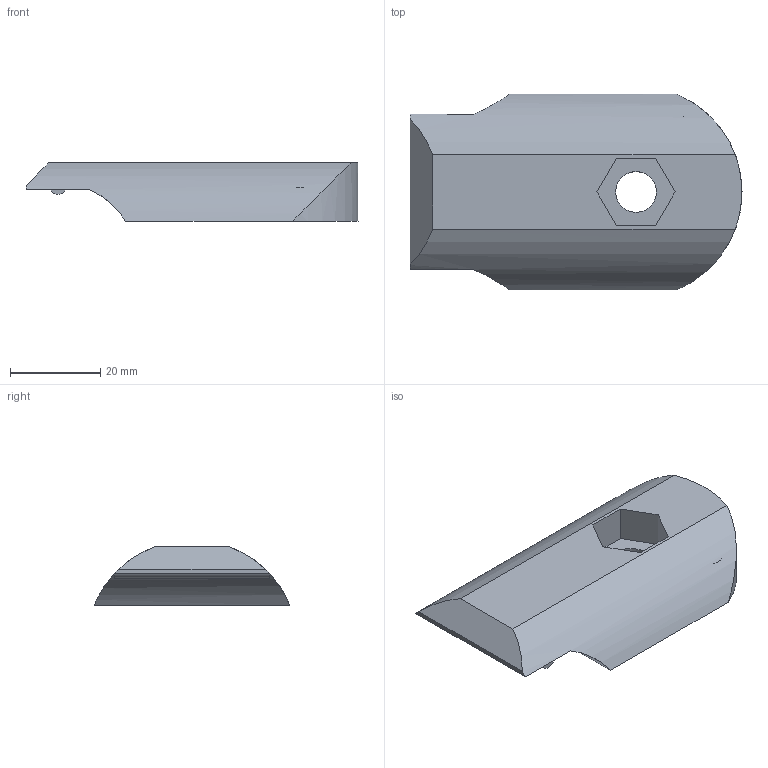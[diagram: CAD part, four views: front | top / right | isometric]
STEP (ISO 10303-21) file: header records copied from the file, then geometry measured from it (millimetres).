
FILE_DESCRIPTION((''),'2;1');
FILE_NAME('YM-RU74.stp','2013-07-10T16:43:08',('user'),(''),'Autodesk Inventor 2012','Autodesk Inventor 2012','');
FILE_SCHEMA(('AUTOMOTIVE_DESIGN { 1 0 10303 214 1 1 1 1 }'));
Length unit declared in the file: millimetre
Products named in the file (1): YM-RU74
Bounding box: 73.57 x 43.42 x 13 mm (x, y, z)
Volume: 22045.5 mm3; surface area: 8027.5 mm2
Topology: 1 solids, 1 shells, 25 faces, 56 edges, 36 vertices
Faces by surface type: plane 17, cylinder 8
Full cylindrical faces by diameter (mm): 9 x1, 12 x2
Entity records: 735 total; most frequent: CARTESIAN_POINT 151, DIRECTION 115, ORIENTED_EDGE 106, EDGE_CURVE 53, AXIS2_PLACEMENT_3D 40, VERTEX_POINT 36, VECTOR 35, LINE 35
